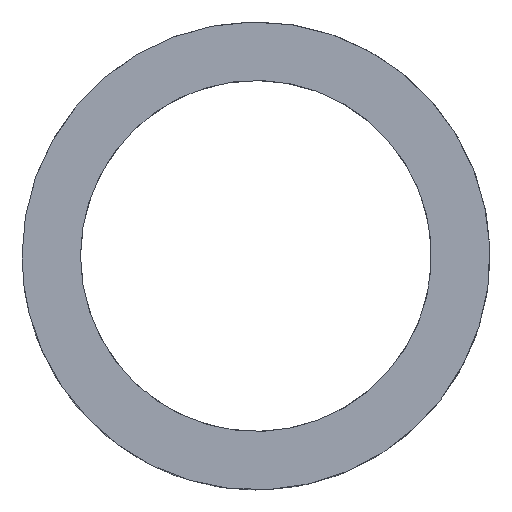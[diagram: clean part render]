
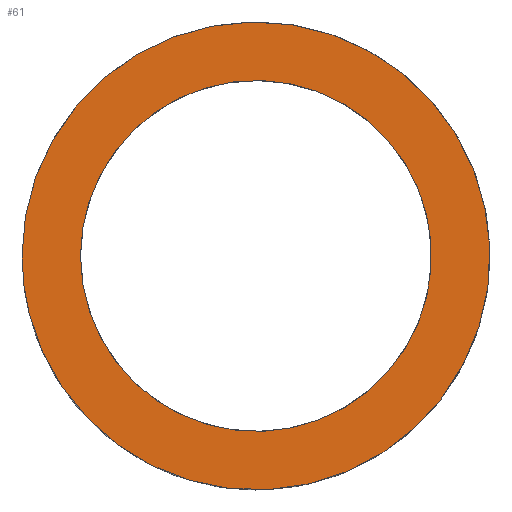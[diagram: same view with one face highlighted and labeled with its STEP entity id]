
A CAD part, top view. The second image highlights one B-rep face of the part: STEP entity #61.
In plain terms, the highlighted planar face has unit normal (0.056, 0, 0.999).
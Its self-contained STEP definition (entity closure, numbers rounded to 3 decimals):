
#23=FACE_BOUND('',#30,.T.);
#25=FACE_OUTER_BOUND('',#29,.T.);
#29=EDGE_LOOP('',(#47));
#30=EDGE_LOOP('',(#48));
#35=ELLIPSE('',#80,18.028,18.);
#36=ELLIPSE('',#81,13.521,13.5);
#37=VERTEX_POINT('',#109);
#38=VERTEX_POINT('',#111);
#41=EDGE_CURVE('',#37,#37,#35,.T.);
#42=EDGE_CURVE('',#38,#38,#36,.T.);
#47=ORIENTED_EDGE('',*,*,#41,.F.);
#48=ORIENTED_EDGE('',*,*,#42,.F.);
#59=PLANE('',#79);
#61=ADVANCED_FACE('',(#25,#23),#59,.F.);
#79=AXIS2_PLACEMENT_3D('',#108,#89,#90);
#80=AXIS2_PLACEMENT_3D('',#110,#91,#92);
#81=AXIS2_PLACEMENT_3D('',#112,#93,#94);
#89=DIRECTION('center_axis',(-0.055,0.,-0.998));
#90=DIRECTION('ref_axis',(-0.998,0.,0.055));
#91=DIRECTION('center_axis',(-0.055,0.,-0.998));
#92=DIRECTION('ref_axis',(0.998,0.,-0.055));
#93=DIRECTION('center_axis',(0.055,0.,0.998));
#94=DIRECTION('ref_axis',(0.998,0.,-0.055));
#108=CARTESIAN_POINT('Origin',(18.,0.,2.));
#109=CARTESIAN_POINT('',(-18.,0.,4.));
#110=CARTESIAN_POINT('Origin',(0.,0.,3.));
#111=CARTESIAN_POINT('',(-13.5,0.,3.75));
#112=CARTESIAN_POINT('Origin',(0.,0.,3.));
